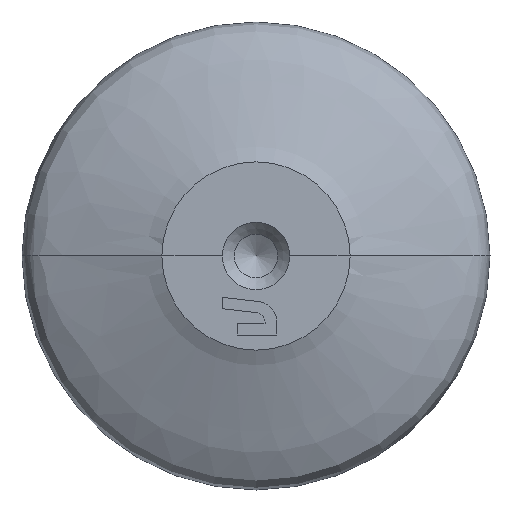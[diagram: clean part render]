
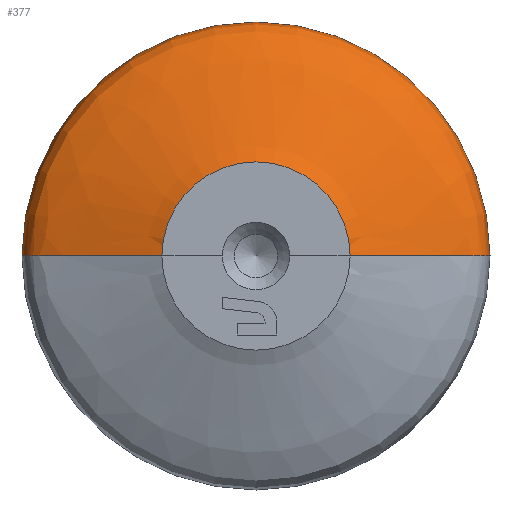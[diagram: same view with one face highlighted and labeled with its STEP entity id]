
A CAD part, left-side view. The second image highlights one B-rep face of the part: STEP entity #377.
In plain terms, the highlighted free-form (B-spline) face has degree [2, 3] with [5, 8] control points.
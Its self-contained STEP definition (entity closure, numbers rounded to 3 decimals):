
#17=B_SPLINE_CURVE_WITH_KNOTS('',3,(#705,#706,#707,#708,#709,#710,#711,
#712),.UNSPECIFIED.,.F.,.F.,(4,1,1,1,1,4),(23.426,46.041,
53.995,61.949,69.903,77.857),
 .UNSPECIFIED.);
#18=B_SPLINE_CURVE_WITH_KNOTS('',3,(#713,#714,#715,#716,#717,#718,#719,
#720),.UNSPECIFIED.,.F.,.F.,(4,1,1,1,1,4),(23.426,46.041,
53.995,61.949,69.903,77.857),
 .UNSPECIFIED.);
#20=(
BOUNDED_SURFACE()
B_SPLINE_SURFACE(2,3,((#665,#666,#667,#668,#669,#670,#671,#672),(#673,#674,
#675,#676,#677,#678,#679,#680),(#681,#682,#683,#684,#685,#686,#687,#688),
(#689,#690,#691,#692,#693,#694,#695,#696),(#697,#698,#699,#700,#701,#702,
#703,#704)),.UNSPECIFIED.,.F.,.F.,.F.)
B_SPLINE_SURFACE_WITH_KNOTS((3,2,3),(4,1,1,1,1,4),(0.,27.242,
54.484),(23.426,46.041,53.995,61.949,
69.903,77.857),.UNSPECIFIED.)
GEOMETRIC_REPRESENTATION_ITEM()
RATIONAL_B_SPLINE_SURFACE(((1.,1.,1.,1.,1.,1.,1.,1.),(0.707,
0.707,0.707,0.707,0.707,
0.707,0.707,0.707),(1.,1.,1.,1.,1.,
1.,1.,1.),(0.707,0.707,0.707,0.707,
0.707,0.707,0.707,0.707),
(1.,1.,1.,1.,1.,1.,1.,1.)))
REPRESENTATION_ITEM('')
SURFACE()
);
#37=CIRCLE('',#426,17.406);
#40=CIRCLE('',#431,7.);
#65=FACE_OUTER_BOUND('',#87,.T.);
#87=EDGE_LOOP('',(#336,#337,#338,#339));
#183=VERTEX_POINT('',#643);
#185=VERTEX_POINT('',#649);
#187=VERTEX_POINT('',#660);
#188=VERTEX_POINT('',#662);
#233=EDGE_CURVE('',#185,#183,#37,.T.);
#237=EDGE_CURVE('',#188,#187,#40,.T.);
#239=EDGE_CURVE('',#187,#183,#17,.T.);
#240=EDGE_CURVE('',#188,#185,#18,.T.);
#336=ORIENTED_EDGE('',*,*,#239,.T.);
#337=ORIENTED_EDGE('',*,*,#233,.F.);
#338=ORIENTED_EDGE('',*,*,#240,.F.);
#339=ORIENTED_EDGE('',*,*,#237,.T.);
#377=ADVANCED_FACE('',(#65),#20,.T.);
#426=AXIS2_PLACEMENT_3D('',#654,#519,#520);
#431=AXIS2_PLACEMENT_3D('',#663,#530,#531);
#519=DIRECTION('center_axis',(1.,0.,0.));
#520=DIRECTION('ref_axis',(0.,-1.,0.));
#530=DIRECTION('center_axis',(1.,0.,0.));
#531=DIRECTION('ref_axis',(0.,-1.,0.));
#643=CARTESIAN_POINT('',(29.642,-17.406,0.));
#649=CARTESIAN_POINT('',(29.642,17.406,0.));
#654=CARTESIAN_POINT('Origin',(29.642,0.,0.));
#660=CARTESIAN_POINT('',(9.966,-7.,0.));
#662=CARTESIAN_POINT('',(9.966,7.,0.));
#663=CARTESIAN_POINT('Origin',(9.966,0.,0.));
#665=CARTESIAN_POINT('Ctrl Pts',(9.966,7.,0.));
#666=CARTESIAN_POINT('Ctrl Pts',(12.005,2.267,0.));
#667=CARTESIAN_POINT('Ctrl Pts',(19.414,2.016,0.));
#668=CARTESIAN_POINT('Ctrl Pts',(22.488,4.708,0.));
#669=CARTESIAN_POINT('Ctrl Pts',(23.684,7.128,0.));
#670=CARTESIAN_POINT('Ctrl Pts',(26.664,15.546,0.));
#671=CARTESIAN_POINT('Ctrl Pts',(27.473,17.406,0.));
#672=CARTESIAN_POINT('Ctrl Pts',(29.642,17.406,0.));
#673=CARTESIAN_POINT('Ctrl Pts',(9.966,7.,7.));
#674=CARTESIAN_POINT('Ctrl Pts',(12.005,2.267,2.267));
#675=CARTESIAN_POINT('Ctrl Pts',(19.414,2.016,2.016));
#676=CARTESIAN_POINT('Ctrl Pts',(22.488,4.708,4.708));
#677=CARTESIAN_POINT('Ctrl Pts',(23.684,7.128,7.128));
#678=CARTESIAN_POINT('Ctrl Pts',(26.664,15.546,15.546));
#679=CARTESIAN_POINT('Ctrl Pts',(27.473,17.406,17.406));
#680=CARTESIAN_POINT('Ctrl Pts',(29.642,17.406,17.406));
#681=CARTESIAN_POINT('Ctrl Pts',(9.966,0.,
7.));
#682=CARTESIAN_POINT('Ctrl Pts',(12.005,0.,
2.267));
#683=CARTESIAN_POINT('Ctrl Pts',(19.414,0.,
2.016));
#684=CARTESIAN_POINT('Ctrl Pts',(22.488,0.,
4.708));
#685=CARTESIAN_POINT('Ctrl Pts',(23.684,0.,
7.128));
#686=CARTESIAN_POINT('Ctrl Pts',(26.664,0.,15.546));
#687=CARTESIAN_POINT('Ctrl Pts',(27.473,0.,
17.406));
#688=CARTESIAN_POINT('Ctrl Pts',(29.642,0.,
17.406));
#689=CARTESIAN_POINT('Ctrl Pts',(9.966,-7.,7.));
#690=CARTESIAN_POINT('Ctrl Pts',(12.005,-2.267,2.267));
#691=CARTESIAN_POINT('Ctrl Pts',(19.414,-2.016,2.016));
#692=CARTESIAN_POINT('Ctrl Pts',(22.488,-4.708,4.708));
#693=CARTESIAN_POINT('Ctrl Pts',(23.684,-7.128,7.128));
#694=CARTESIAN_POINT('Ctrl Pts',(26.664,-15.546,15.546));
#695=CARTESIAN_POINT('Ctrl Pts',(27.473,-17.406,17.406));
#696=CARTESIAN_POINT('Ctrl Pts',(29.642,-17.406,17.406));
#697=CARTESIAN_POINT('Ctrl Pts',(9.966,-7.,0.));
#698=CARTESIAN_POINT('Ctrl Pts',(12.005,-2.267,0.));
#699=CARTESIAN_POINT('Ctrl Pts',(19.414,-2.016,0.));
#700=CARTESIAN_POINT('Ctrl Pts',(22.488,-4.708,0.));
#701=CARTESIAN_POINT('Ctrl Pts',(23.684,-7.128,0.));
#702=CARTESIAN_POINT('Ctrl Pts',(26.664,-15.546,0.));
#703=CARTESIAN_POINT('Ctrl Pts',(27.473,-17.406,0.));
#704=CARTESIAN_POINT('Ctrl Pts',(29.642,-17.406,0.));
#705=CARTESIAN_POINT('Ctrl Pts',(9.966,-7.,0.));
#706=CARTESIAN_POINT('Ctrl Pts',(12.005,-2.267,0.));
#707=CARTESIAN_POINT('Ctrl Pts',(19.414,-2.016,0.));
#708=CARTESIAN_POINT('Ctrl Pts',(22.488,-4.708,0.));
#709=CARTESIAN_POINT('Ctrl Pts',(23.684,-7.128,0.));
#710=CARTESIAN_POINT('Ctrl Pts',(26.664,-15.546,0.));
#711=CARTESIAN_POINT('Ctrl Pts',(27.473,-17.406,0.));
#712=CARTESIAN_POINT('Ctrl Pts',(29.642,-17.406,0.));
#713=CARTESIAN_POINT('Ctrl Pts',(9.966,7.,0.));
#714=CARTESIAN_POINT('Ctrl Pts',(12.005,2.267,0.));
#715=CARTESIAN_POINT('Ctrl Pts',(19.414,2.016,0.));
#716=CARTESIAN_POINT('Ctrl Pts',(22.488,4.708,0.));
#717=CARTESIAN_POINT('Ctrl Pts',(23.684,7.128,0.));
#718=CARTESIAN_POINT('Ctrl Pts',(26.664,15.546,0.));
#719=CARTESIAN_POINT('Ctrl Pts',(27.473,17.406,0.));
#720=CARTESIAN_POINT('Ctrl Pts',(29.642,17.406,0.));
